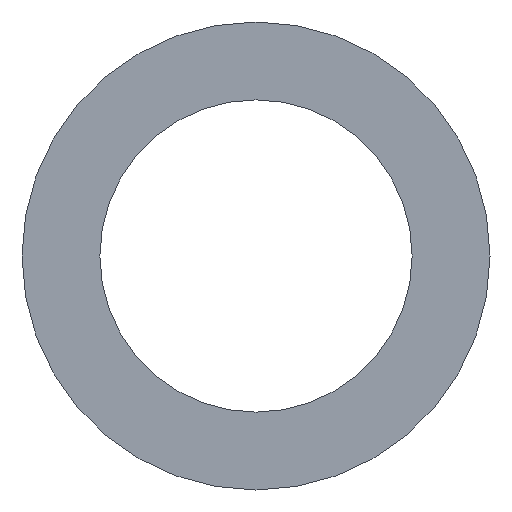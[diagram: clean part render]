
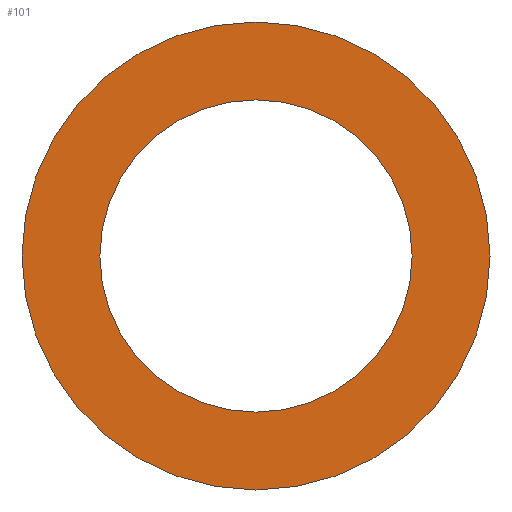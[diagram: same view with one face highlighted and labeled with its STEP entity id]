
A CAD part, front view. The second image highlights one B-rep face of the part: STEP entity #101.
In plain terms, the highlighted planar face has unit normal (0, -1, 0).
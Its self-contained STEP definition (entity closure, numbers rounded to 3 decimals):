
#1=CARTESIAN_POINT('POINT1',(0.281,0.,0.));
#2=VERTEX_POINT('VERTEX1',#1);
#11=CARTESIAN_POINT('POINT3',(-0.281,0.,0.
   ));
#12=VERTEX_POINT('VERTEX3',#11);
#13=CARTESIAN_POINT('POS2',(0.,0.,0.));
#14=DIRECTION('DIR2',(0.,-1.,0.));
#15=DIRECTION('DIR3',(-1.,0.,0.));
#16=AXIS2_PLACEMENT_3D('AXIS1',#13,#14,#15);
#17=CIRCLE('ELLIPSE1',#16,0.281);
#18=EDGE_CURVE('EDGE2',#12,#2,#17,.T.);
#47=EDGE_CURVE('EDGE6',#2,#12,#17,.T.);
#77=ORIENTED_EDGE('COEDGE13',*,*,#47,.T.);
#78=ORIENTED_EDGE('COEDGE14',*,*,#18,.T.);
#79=EDGE_LOOP('NONE',(#77,#78));
#80=FACE_BOUND('LOOP1',#79,.T.);
#81=CARTESIAN_POINT('POINT7',(0.188,0.,0.));
#82=VERTEX_POINT('VERTEX7',#81);
#83=CARTESIAN_POINT('POINT8',(-0.188,0.,0.
   ));
#84=VERTEX_POINT('VERTEX8',#83);
#85=CARTESIAN_POINT('POS8',(0.,0.,0.));
#86=DIRECTION('DIR13',(0.,1.,0.));
#87=DIRECTION('DIR14',(-1.,0.,0.));
#88=AXIS2_PLACEMENT_3D('AXIS6',#85,#86,#87);
#89=CIRCLE('ELLIPSE4',#88,0.188);
#90=EDGE_CURVE('EDGE9',#82,#84,#89,.T.);
#91=ORIENTED_EDGE('COEDGE15',*,*,#90,.T.);
#92=EDGE_CURVE('EDGE10',#84,#82,#89,.T.);
#93=ORIENTED_EDGE('COEDGE16',*,*,#92,.T.);
#94=EDGE_LOOP('NONE',(#91,#93));
#95=FACE_BOUND('LOOP1',#94,.T.);
#96=CARTESIAN_POINT('POS9',(0.,0.,0.));
#97=DIRECTION('DIR15',(0.,1.,0.));
#98=DIRECTION('DIR16',(1.,0.,0.));
#99=AXIS2_PLACEMENT_3D('AXIS7',#96,#97,#98);
#100=PLANE('PLANE2',#99);
#101=ADVANCED_FACE('FACE4',(#80,#95),#100,.F.);
